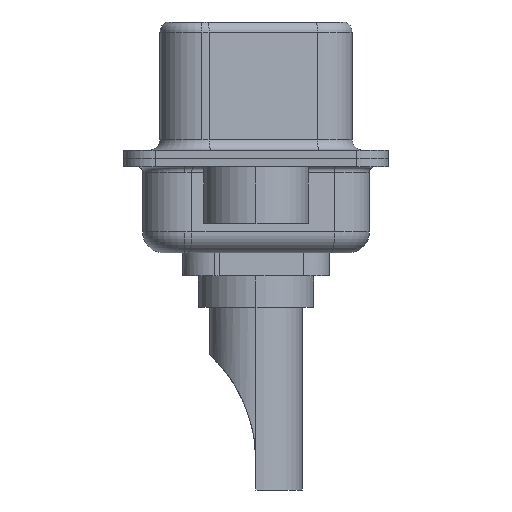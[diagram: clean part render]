
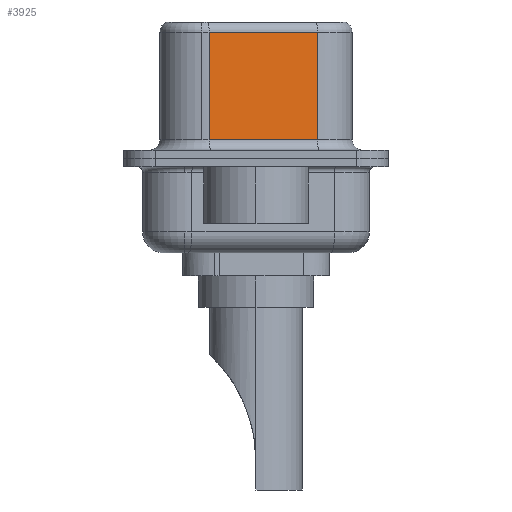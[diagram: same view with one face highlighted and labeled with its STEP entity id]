
A CAD part, left-side view. The second image highlights one B-rep face of the part: STEP entity #3925.
In plain terms, the highlighted planar face has unit normal (-0.985, -0.174, 0).
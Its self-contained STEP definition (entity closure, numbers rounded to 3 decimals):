
#937 = EDGE_CURVE ( 'NONE', #6325, #1755, #13072, .T. ) ;
#1285 = VECTOR ( 'NONE', #5157, 1000. ) ;
#1442 = CARTESIAN_POINT ( 'NONE',  ( 4.565, -2.927, 6.02 ) ) ;
#1579 = CARTESIAN_POINT ( 'NONE',  ( 4.565, -2.927, 6.52 ) ) ;
#1755 = VERTEX_POINT ( 'NONE', #2582 ) ;
#2582 = CARTESIAN_POINT ( 'NONE',  ( 3.655, 2.233, 0.9 ) ) ;
#2820 = EDGE_LOOP ( 'NONE', ( #8672, #8155, #9203, #12533 ) ) ;
#3231 = VECTOR ( 'NONE', #13363, 1000. ) ;
#3925 = ADVANCED_FACE ( 'NONE', ( #7432 ), #9520, .F. ) ;
#3944 = VERTEX_POINT ( 'NONE', #11642 ) ;
#4658 = EDGE_CURVE ( 'NONE', #1755, #14954, #10937, .T. ) ;
#4746 = EDGE_CURVE ( 'NONE', #3944, #14954, #6841, .T. ) ;
#5119 = CARTESIAN_POINT ( 'NONE',  ( 3.655, 2.233, 6.52 ) ) ;
#5157 = DIRECTION ( 'NONE',  ( -0.174, 0.985, 0. ) ) ;
#6325 = VERTEX_POINT ( 'NONE', #14352 ) ;
#6841 = LINE ( 'NONE', #10794, #9751 ) ;
#7432 = FACE_OUTER_BOUND ( 'NONE', #2820, .T. ) ;
#7913 = DIRECTION ( 'NONE',  ( 0.174, -0.985, 0. ) ) ;
#8155 = ORIENTED_EDGE ( 'NONE', *, *, #12775, .T. ) ;
#8672 = ORIENTED_EDGE ( 'NONE', *, *, #4746, .F. ) ;
#9203 = ORIENTED_EDGE ( 'NONE', *, *, #937, .T. ) ;
#9520 = PLANE ( 'NONE',  #12945 ) ;
#9751 = VECTOR ( 'NONE', #10814, 1000. ) ;
#10082 = DIRECTION ( 'NONE',  ( -0.174, 0.985, 0. ) ) ;
#10794 = CARTESIAN_POINT ( 'NONE',  ( 4.565, -2.927, 6.52 ) ) ;
#10814 = DIRECTION ( 'NONE',  ( 0., 0., -1. ) ) ;
#10928 = DIRECTION ( 'NONE',  ( 0.985, 0.174, 0. ) ) ;
#10937 = LINE ( 'NONE', #12758, #14266 ) ;
#11092 = LINE ( 'NONE', #1442, #1285 ) ;
#11642 = CARTESIAN_POINT ( 'NONE',  ( 4.565, -2.927, 6.02 ) ) ;
#11677 = CARTESIAN_POINT ( 'NONE',  ( 4.565, -2.927, 0.9 ) ) ;
#12533 = ORIENTED_EDGE ( 'NONE', *, *, #4658, .T. ) ;
#12758 = CARTESIAN_POINT ( 'NONE',  ( 4.565, -2.927, 0.9 ) ) ;
#12775 = EDGE_CURVE ( 'NONE', #3944, #6325, #11092, .T. ) ;
#12945 = AXIS2_PLACEMENT_3D ( 'NONE', #1579, #10928, #10082 ) ;
#13072 = LINE ( 'NONE', #5119, #3231 ) ;
#13363 = DIRECTION ( 'NONE',  ( 0., 0., -1. ) ) ;
#14266 = VECTOR ( 'NONE', #7913, 1000. ) ;
#14352 = CARTESIAN_POINT ( 'NONE',  ( 3.655, 2.233, 6.02 ) ) ;
#14954 = VERTEX_POINT ( 'NONE', #11677 ) ;
